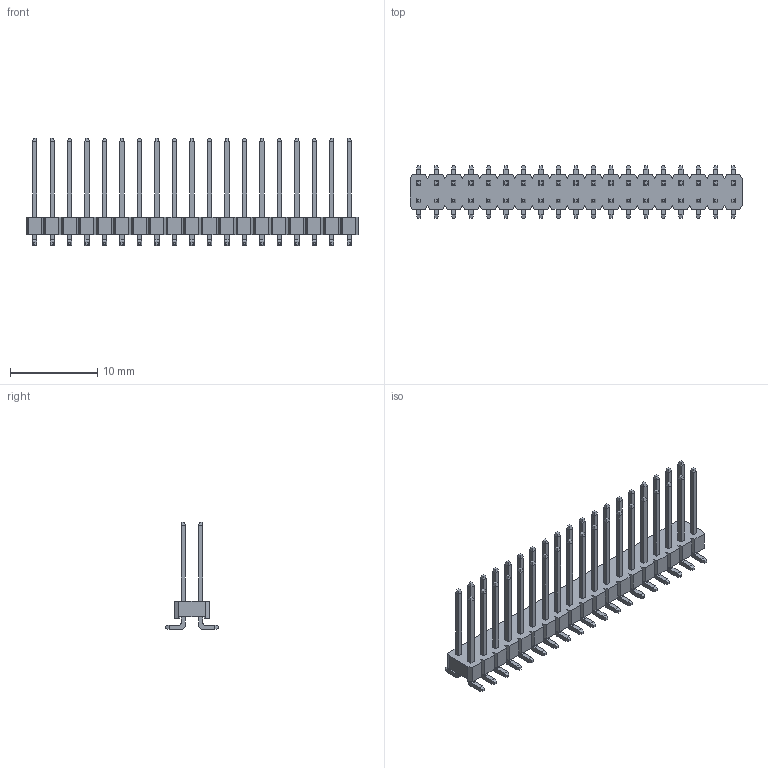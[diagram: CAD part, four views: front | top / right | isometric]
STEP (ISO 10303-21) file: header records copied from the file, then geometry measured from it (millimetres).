
FILE_DESCRIPTION (( 'STEP AP214' ), '1' );
FILE_NAME ('FPH20069-D38S1014310707M-REF.STEP', '2025-11-26T03:47:36', ( '' ), ( '' ), 'SwSTEP 2.0', 'SolidWorks 2021', '' );
FILE_SCHEMA (( 'AUTOMOTIVE_DESIGN' ));
Length unit declared in the file: millimetre
Products named in the file (1): FPH20069-D38S1014310707M-REF
Bounding box: 38 x 6 x 12.25 mm (x, y, z)
Volume: 385.8 mm3; surface area: 1415.7 mm2
Topology: 1 solids, 1 shells, 958 faces, 2336 edges, 1456 vertices
Faces by surface type: plane 882, cylinder 76
Entity records: 27274 total; most frequent: CARTESIAN_POINT 4751, ORIENTED_EDGE 4672, DIRECTION 4406, EDGE_CURVE 2336, LINE 2184, VECTOR 2184, VERTEX_POINT 1456, AXIS2_PLACEMENT_3D 1111
